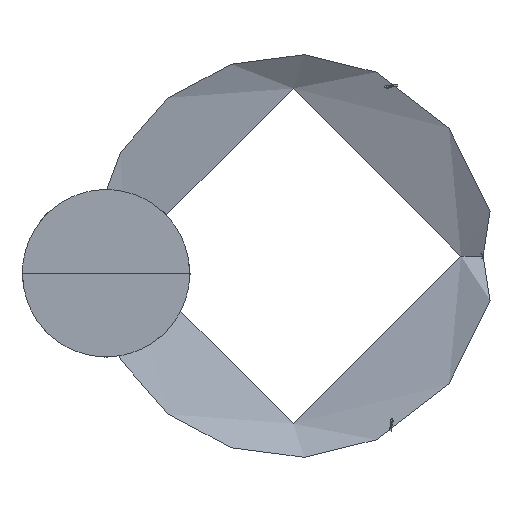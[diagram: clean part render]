
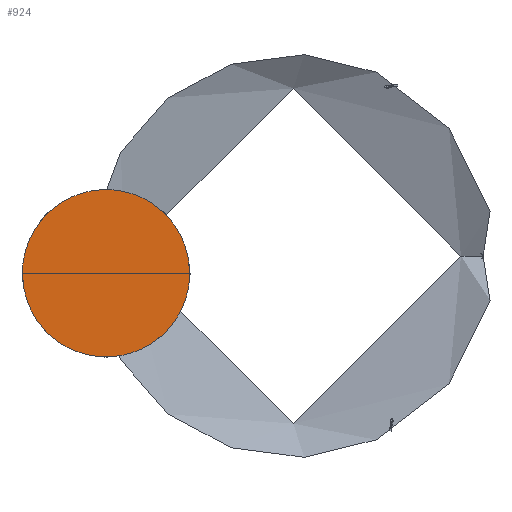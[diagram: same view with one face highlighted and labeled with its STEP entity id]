
A CAD part, top view. The second image highlights one B-rep face of the part: STEP entity #924.
In plain terms, the highlighted planar face has unit normal (0, 0, 1).
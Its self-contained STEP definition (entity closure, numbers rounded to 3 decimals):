
#924=ADVANCED_FACE('',(#1764),#13298,.T.);
#1764=FACE_OUTER_BOUND('',#2604,.T.);
#2604=EDGE_LOOP('',(#6999,#7000));
#6999=ORIENTED_EDGE('',*,*,#9224,.T.);
#7000=ORIENTED_EDGE('',*,*,#9231,.T.);
#9224=EDGE_CURVE('',#12883,#12887,#10276,.T.);
#9231=EDGE_CURVE('',#12887,#12883,#10283,.T.);
#10276=(
BOUNDED_CURVE()
B_SPLINE_CURVE(3,(#43807,#43808,#43809,#43810,#43811,#43812,#43813,#43814,
#43815,#43816,#43817,#43818,#43819,#43820,#43821,#43822,#43823,#43824,#43825,
#43826,#43827,#43828,#43829,#43830,#43831),.UNSPECIFIED.,.F.,.F.)
B_SPLINE_CURVE_WITH_KNOTS((4,3,3,3,3,3,3,3,4),(0.,38.638,80.502,
122.366,161.003,199.641,241.505,283.369,
322.006),.UNSPECIFIED.)
CURVE()
GEOMETRIC_REPRESENTATION_ITEM()
RATIONAL_B_SPLINE_CURVE((1.,1.,1.,1.,
1.,1.,1.,1.,1.,1.,
1.,1.,1.,1.,
1.,1.,1.,1.,
1.,1.,1.,1.,
1.,1.,1.))
REPRESENTATION_ITEM('')
);
#10283=(
BOUNDED_CURVE()
B_SPLINE_CURVE(3,(#43877,#43878,#43879,#43880,#43881,#43882,#43883,#43884,
#43885,#43886,#43887,#43888,#43889,#43890,#43891,#43892,#43893,#43894,#43895,
#43896,#43897,#43898,#43899,#43900,#43901),.UNSPECIFIED.,.F.,.F.)
B_SPLINE_CURVE_WITH_KNOTS((4,3,3,3,3,3,3,3,4),(322.006,360.644,
402.508,444.372,483.009,521.647,563.511,
605.375,644.013),.UNSPECIFIED.)
CURVE()
GEOMETRIC_REPRESENTATION_ITEM()
RATIONAL_B_SPLINE_CURVE((1.,1.,1.,1.,1.,1.,
1.,1.,1.,1.,1.,1.,1.,1.,1.,1.,1.,1.,1.,1.,1.,1.,1.,1.,1.))
REPRESENTATION_ITEM('')
);
#12883=VERTEX_POINT('',#43759);
#12887=VERTEX_POINT('',#43763);
#13298=PLANE('',#13909);
#13909=AXIS2_PLACEMENT_3D('',#43646,#14111,$);
#14111=DIRECTION('',(0.,0.,1.));
#43646=CARTESIAN_POINT('',(-358.252,-150.75,493.465));
#43759=CARTESIAN_POINT('',(-127.001,-22.,493.465));
#43763=CARTESIAN_POINT('',(-332.004,-22.,493.465));
#43807=CARTESIAN_POINT('',(-127.001,-22.,493.465));
#43808=CARTESIAN_POINT('',(-126.996,-9.122,493.465));
#43809=CARTESIAN_POINT('',(-129.453,3.757,493.465));
#43810=CARTESIAN_POINT('',(-134.194,15.731,493.465));
#43811=CARTESIAN_POINT('',(-139.332,28.705,493.465));
#43812=CARTESIAN_POINT('',(-147.153,40.616,493.465));
#43813=CARTESIAN_POINT('',(-157.019,50.482,493.465));
#43814=CARTESIAN_POINT('',(-166.885,60.348,493.465));
#43815=CARTESIAN_POINT('',(-178.797,68.17,493.465));
#43816=CARTESIAN_POINT('',(-191.771,73.307,493.465));
#43817=CARTESIAN_POINT('',(-203.744,78.048,493.465));
#43818=CARTESIAN_POINT('',(-216.623,80.503,493.465));
#43819=CARTESIAN_POINT('',(-229.501,80.503,493.465));
#43820=CARTESIAN_POINT('',(-242.38,80.503,493.465));
#43821=CARTESIAN_POINT('',(-255.259,78.048,493.465));
#43822=CARTESIAN_POINT('',(-267.232,73.307,493.465));
#43823=CARTESIAN_POINT('',(-280.206,68.17,493.465));
#43824=CARTESIAN_POINT('',(-292.117,60.348,493.465));
#43825=CARTESIAN_POINT('',(-301.983,50.482,493.465));
#43826=CARTESIAN_POINT('',(-311.85,40.616,493.465));
#43827=CARTESIAN_POINT('',(-319.672,28.705,493.465));
#43828=CARTESIAN_POINT('',(-324.809,15.731,493.465));
#43829=CARTESIAN_POINT('',(-329.55,3.757,493.465));
#43830=CARTESIAN_POINT('',(-332.004,-9.121,493.465));
#43831=CARTESIAN_POINT('',(-332.004,-22.,493.465));
#43877=CARTESIAN_POINT('',(-332.004,-22.,493.465));
#43878=CARTESIAN_POINT('',(-332.004,-34.879,493.465));
#43879=CARTESIAN_POINT('',(-329.55,-47.757,493.465));
#43880=CARTESIAN_POINT('',(-324.809,-59.731,493.465));
#43881=CARTESIAN_POINT('',(-319.672,-72.705,493.465));
#43882=CARTESIAN_POINT('',(-311.85,-84.616,493.465));
#43883=CARTESIAN_POINT('',(-301.983,-94.482,493.465));
#43884=CARTESIAN_POINT('',(-292.117,-104.349,493.465));
#43885=CARTESIAN_POINT('',(-280.206,-112.17,493.465));
#43886=CARTESIAN_POINT('',(-267.232,-117.307,493.465));
#43887=CARTESIAN_POINT('',(-255.259,-122.048,493.465));
#43888=CARTESIAN_POINT('',(-242.38,-124.503,493.465));
#43889=CARTESIAN_POINT('',(-229.501,-124.503,493.465));
#43890=CARTESIAN_POINT('',(-216.623,-124.503,493.465));
#43891=CARTESIAN_POINT('',(-203.744,-122.048,493.465));
#43892=CARTESIAN_POINT('',(-191.771,-117.307,493.465));
#43893=CARTESIAN_POINT('',(-178.797,-112.17,493.465));
#43894=CARTESIAN_POINT('',(-166.885,-104.348,493.465));
#43895=CARTESIAN_POINT('',(-157.019,-94.482,493.465));
#43896=CARTESIAN_POINT('',(-147.153,-84.616,493.465));
#43897=CARTESIAN_POINT('',(-139.332,-72.705,493.465));
#43898=CARTESIAN_POINT('',(-134.194,-59.731,493.465));
#43899=CARTESIAN_POINT('',(-129.453,-47.757,493.465));
#43900=CARTESIAN_POINT('',(-126.996,-34.878,493.465));
#43901=CARTESIAN_POINT('',(-127.001,-22.,493.465));
